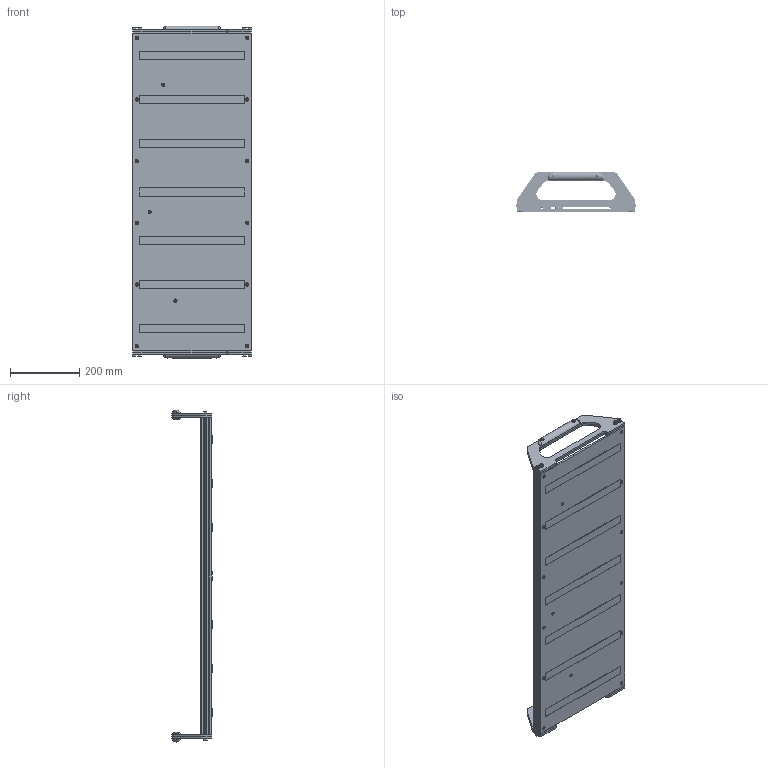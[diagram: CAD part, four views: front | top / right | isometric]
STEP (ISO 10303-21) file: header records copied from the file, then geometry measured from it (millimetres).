
FILE_DESCRIPTION (( 'STEP AP214' ), '1' );
FILE_NAME ('am-4616 Driver Station Assembly.STEP', '2021-10-01T13:19:35', ( '' ), ( '' ), 'SwSTEP 2.0', 'SolidWorks 2021', '' );
FILE_SCHEMA (( 'AUTOMOTIVE_DESIGN' ));
Length unit declared in the file: inch
Products named in the file (12): Panduit Cable Tie Mount; am-4616_panel Polycarb Panel; 36footPeanutExtrusion; am-1310 FHTS 0.25-20-0.75_FHTS 0.25-20-G-0.75-C; Printed Handle Grip; 10-32 Nylock Jam Nut_90633A411; Printed Handle Grip Inside; am-4616 Driver Station Assembly; BHCS 10-32 x 1.000 patch_92360A984; am-1226 steel rivet 1875 125-250 grip; Velcro Strip; am-4616_handle Polycarb Handles
Assembly tree (53 placements, depth 2):
  am-4616 Driver Station Assembly
    36footPeanutExtrusion  x2
    am-4616_handle Polycarb Handles  x4
    am-4616_panel Polycarb Panel
    am-1226 steel rivet 1875 125-250 grip  x15
    am-1310 FHTS 0.25-20-0.75_FHTS 0.25-20-G-0.75-C  x8
    Velcro Strip  x8
    Printed Handle Grip  x2
    Printed Handle Grip Inside  x2
    Panduit Cable Tie Mount  x3
    10-32 Nylock Jam Nut_90633A411  x4
    BHCS 10-32 x 1.000 patch_92360A984  x4
Bounding box: 345.54 x 115.57 x 957.17 mm (x, y, z)
Volume: 2704678.8 mm3; surface area: 1526918.6 mm2
Topology: 61 solids, 61 shells, 2761 faces, 7307 edges, 4702 vertices
Faces by surface type: cylinder 1181, bspline 692, plane 538, cone 242, torus 88, sphere 20
Entity records: 225117 total; most frequent: CARTESIAN_POINT 204417, ORIENTED_EDGE 5102, DIRECTION 3069, EDGE_CURVE 2551, VERTEX_POINT 1655, AXIS2_PLACEMENT_3D 1149, EDGE_LOOP 1004, ADVANCED_FACE 931
